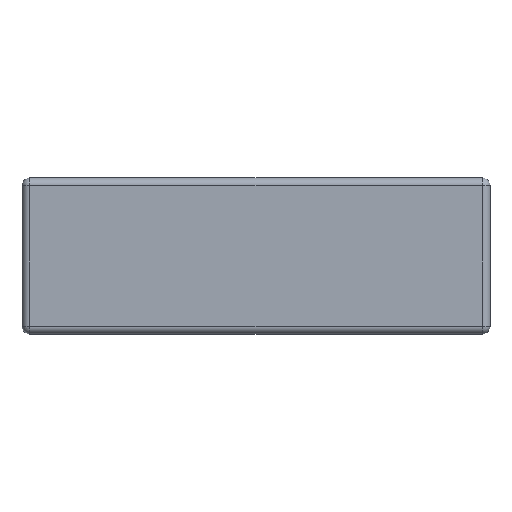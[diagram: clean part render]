
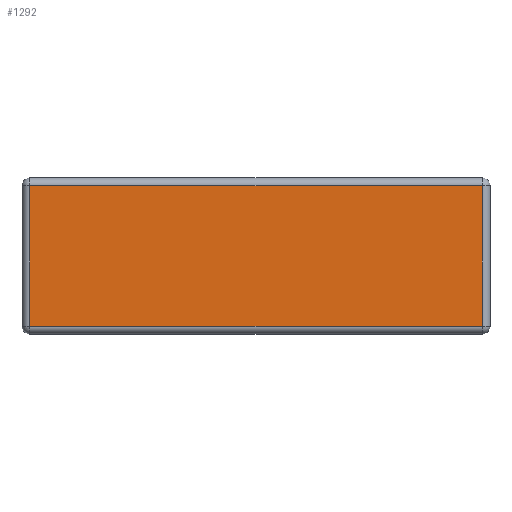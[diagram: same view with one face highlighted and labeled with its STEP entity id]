
A CAD part, top view. The second image highlights one B-rep face of the part: STEP entity #1292.
In plain terms, the highlighted planar face has unit normal (0, 0, 1).
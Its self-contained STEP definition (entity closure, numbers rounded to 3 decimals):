
#103=LINE('',#2180,#207);
#104=LINE('',#2182,#208);
#105=LINE('',#2184,#209);
#106=LINE('',#2185,#210);
#207=VECTOR('',#1729,36.);
#208=VECTOR('',#1730,116.);
#209=VECTOR('',#1731,36.);
#210=VECTOR('',#1732,116.);
#266=PLANE('',#1416);
#328=FACE_OUTER_BOUND('',#402,.T.);
#402=EDGE_LOOP('',(#1073,#1074,#1075,#1076));
#613=VERTEX_POINT('',#2178);
#614=VERTEX_POINT('',#2179);
#615=VERTEX_POINT('',#2181);
#616=VERTEX_POINT('',#2183);
#785=EDGE_CURVE('',#613,#614,#103,.T.);
#786=EDGE_CURVE('',#615,#613,#104,.T.);
#787=EDGE_CURVE('',#616,#615,#105,.T.);
#788=EDGE_CURVE('',#614,#616,#106,.T.);
#1073=ORIENTED_EDGE('',*,*,#785,.F.);
#1074=ORIENTED_EDGE('',*,*,#786,.F.);
#1075=ORIENTED_EDGE('',*,*,#787,.F.);
#1076=ORIENTED_EDGE('',*,*,#788,.F.);
#1292=ADVANCED_FACE('',(#328),#266,.T.);
#1416=AXIS2_PLACEMENT_3D('',#2177,#1727,#1728);
#1727=DIRECTION('center_axis',(0.,0.,1.));
#1728=DIRECTION('ref_axis',(1.,0.,0.));
#1729=DIRECTION('',(0.,-1.,0.));
#1730=DIRECTION('',(1.,0.,0.));
#1731=DIRECTION('',(0.,1.,0.));
#1732=DIRECTION('',(-1.,0.,0.));
#2177=CARTESIAN_POINT('Origin',(0.,0.,
3.));
#2178=CARTESIAN_POINT('',(58.,18.,3.));
#2179=CARTESIAN_POINT('',(58.,-18.,3.));
#2180=CARTESIAN_POINT('',(58.,-10.,3.));
#2181=CARTESIAN_POINT('',(-58.,18.,3.));
#2182=CARTESIAN_POINT('',(30.,18.,3.));
#2183=CARTESIAN_POINT('',(-58.,-18.,3.));
#2184=CARTESIAN_POINT('',(-58.,10.,3.));
#2185=CARTESIAN_POINT('',(-30.,-18.,3.));
